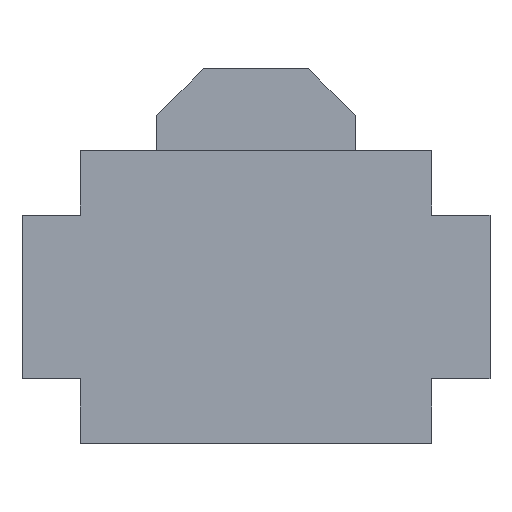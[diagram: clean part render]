
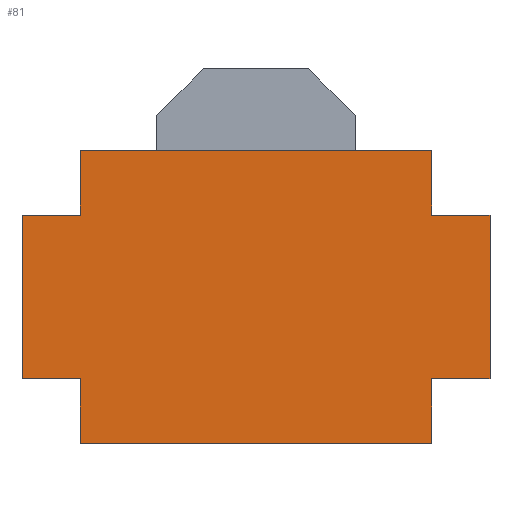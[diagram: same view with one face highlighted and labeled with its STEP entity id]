
A CAD part, front view. The second image highlights one B-rep face of the part: STEP entity #81.
In plain terms, the highlighted planar face has unit normal (0, -1, 0).
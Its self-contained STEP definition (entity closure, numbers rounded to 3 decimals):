
#81=ADVANCED_FACE('',(#159),#160,.F.);
#159=FACE_OUTER_BOUND('',#230,.T.);
#160=PLANE('',#231);
#230=EDGE_LOOP('',(#396,#397,#398,#399,#400,#401,#402,#403,#404,#405,#406,#407));
#231=AXIS2_PLACEMENT_3D('',#408,#409,#410);
#396=ORIENTED_EDGE('',*,*,#501,.T.);
#397=ORIENTED_EDGE('',*,*,#481,.F.);
#398=ORIENTED_EDGE('',*,*,#483,.T.);
#399=ORIENTED_EDGE('',*,*,#476,.F.);
#400=ORIENTED_EDGE('',*,*,#502,.T.);
#401=ORIENTED_EDGE('',*,*,#497,.F.);
#402=ORIENTED_EDGE('',*,*,#487,.F.);
#403=ORIENTED_EDGE('',*,*,#473,.F.);
#404=ORIENTED_EDGE('',*,*,#485,.F.);
#405=ORIENTED_EDGE('',*,*,#458,.F.);
#406=ORIENTED_EDGE('',*,*,#491,.F.);
#407=ORIENTED_EDGE('',*,*,#495,.F.);
#408=CARTESIAN_POINT('',(0.0,0.0,0.0));
#409=DIRECTION('',(0.0,1.0,0.0));
#410=DIRECTION('',(0.0,0.0,1.0));
#458=EDGE_CURVE('',#544,#547,#548,.T.);
#473=EDGE_CURVE('',#570,#568,#572,.T.);
#476=EDGE_CURVE('',#574,#576,#577,.T.);
#481=EDGE_CURVE('',#582,#580,#584,.T.);
#483=EDGE_CURVE('',#582,#576,#586,.T.);
#485=EDGE_CURVE('',#547,#570,#588,.T.);
#487=EDGE_CURVE('',#568,#590,#591,.T.);
#491=EDGE_CURVE('',#596,#544,#598,.T.);
#495=EDGE_CURVE('',#602,#596,#604,.T.);
#497=EDGE_CURVE('',#590,#606,#607,.T.);
#501=EDGE_CURVE('',#602,#580,#612,.T.);
#502=EDGE_CURVE('',#574,#606,#613,.T.);
#544=VERTEX_POINT('',#673);
#547=VERTEX_POINT('',#677);
#548=LINE('',#678,#679);
#568=VERTEX_POINT('',#708);
#570=VERTEX_POINT('',#711);
#572=LINE('',#714,#715);
#574=VERTEX_POINT('',#717);
#576=VERTEX_POINT('',#720);
#577=LINE('',#721,#722);
#580=VERTEX_POINT('',#726);
#582=VERTEX_POINT('',#729);
#584=LINE('',#732,#733);
#586=LINE('',#735,#736);
#588=LINE('',#738,#739);
#590=VERTEX_POINT('',#741);
#591=LINE('',#742,#743);
#596=VERTEX_POINT('',#750);
#598=LINE('',#753,#754);
#602=VERTEX_POINT('',#759);
#604=LINE('',#762,#763);
#606=VERTEX_POINT('',#765);
#607=LINE('',#766,#767);
#612=LINE('',#774,#775);
#613=LINE('',#776,#777);
#673=CARTESIAN_POINT('',(1.5,0.0,0.7));
#677=CARTESIAN_POINT('',(2.0,0.0,0.7));
#678=CARTESIAN_POINT('',(0.0,0.0,0.7));
#679=VECTOR('',#801,1.0);
#708=CARTESIAN_POINT('',(1.5,0.0,-0.7));
#711=CARTESIAN_POINT('',(2.0,0.0,-0.7));
#714=CARTESIAN_POINT('',(0.0,0.0,-0.7));
#715=VECTOR('',#813,1.0);
#717=CARTESIAN_POINT('',(-1.5,0.0,-0.7));
#720=CARTESIAN_POINT('',(-2.0,0.0,-0.7));
#721=CARTESIAN_POINT('',(0.0,0.0,-0.7));
#722=VECTOR('',#815,1.0);
#726=CARTESIAN_POINT('',(-1.5,0.0,0.7));
#729=CARTESIAN_POINT('',(-2.0,0.0,0.7));
#732=CARTESIAN_POINT('',(0.0,0.0,0.7));
#733=VECTOR('',#819,1.0);
#735=CARTESIAN_POINT('',(-2.0,0.0,0.0));
#736=VECTOR('',#820,1.0);
#738=CARTESIAN_POINT('',(2.0,0.0,0.0));
#739=VECTOR('',#821,1.0);
#741=CARTESIAN_POINT('',(1.5,0.0,-1.25));
#742=CARTESIAN_POINT('',(1.5,0.0,0.0));
#743=VECTOR('',#822,1.0);
#750=CARTESIAN_POINT('',(1.5,0.0,1.25));
#753=CARTESIAN_POINT('',(1.5,0.0,0.0));
#754=VECTOR('',#826,1.0);
#759=CARTESIAN_POINT('',(-1.5,0.0,1.25));
#762=CARTESIAN_POINT('',(0.0,0.0,1.25));
#763=VECTOR('',#829,1.0);
#765=CARTESIAN_POINT('',(-1.5,0.0,-1.25));
#766=CARTESIAN_POINT('',(0.0,0.0,-1.25));
#767=VECTOR('',#830,1.0);
#774=CARTESIAN_POINT('',(-1.5,0.0,0.0));
#775=VECTOR('',#833,1.0);
#776=CARTESIAN_POINT('',(-1.5,0.0,0.0));
#777=VECTOR('',#834,1.0);
#801=DIRECTION('',(1.0,0.0,0.0));
#813=DIRECTION('',(-1.0,0.0,0.0));
#815=DIRECTION('',(-1.0,0.0,0.0));
#819=DIRECTION('',(1.0,0.0,0.0));
#820=DIRECTION('',(0.0,0.0,-1.0));
#821=DIRECTION('',(0.0,0.0,-1.0));
#822=DIRECTION('',(0.0,0.0,-1.0));
#826=DIRECTION('',(0.0,0.0,-1.0));
#829=DIRECTION('',(1.0,0.0,0.0));
#830=DIRECTION('',(-1.0,0.0,0.0));
#833=DIRECTION('',(0.0,0.0,-1.0));
#834=DIRECTION('',(0.0,0.0,-1.0));
